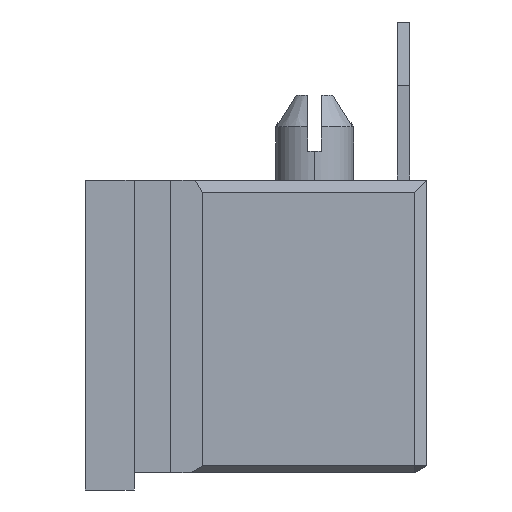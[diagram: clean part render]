
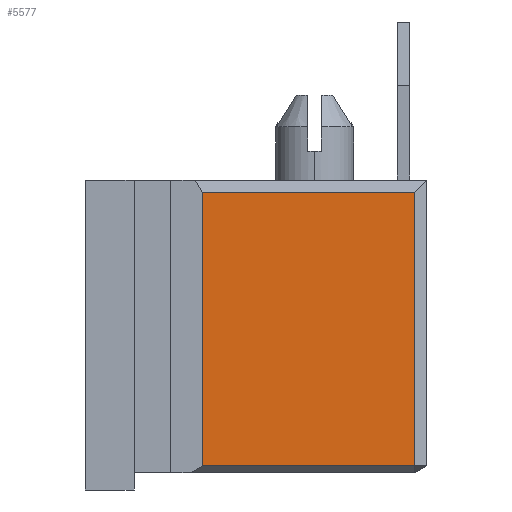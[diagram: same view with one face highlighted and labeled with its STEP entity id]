
A CAD part, left-side view. The second image highlights one B-rep face of the part: STEP entity #5577.
In plain terms, the highlighted planar face has unit normal (-1, 0, 0).
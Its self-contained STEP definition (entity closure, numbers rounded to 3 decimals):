
#504 = DIRECTION ( 'NONE',  ( 0., 0., -1. ) ) ;
#860 = ORIENTED_EDGE ( 'NONE', *, *, #2476, .F. ) ;
#994 = DIRECTION ( 'NONE',  ( 0., 0., 1. ) ) ;
#1002 = CARTESIAN_POINT ( 'NONE',  ( -9.25, -13.5, 0.289 ) ) ;
#1602 = LINE ( 'NONE', #2010, #2502 ) ;
#1620 = VECTOR ( 'NONE', #2494, 1000. ) ;
#1795 = VERTEX_POINT ( 'NONE', #2751 ) ;
#2010 = CARTESIAN_POINT ( 'NONE',  ( -9.25, -14., 0.289 ) ) ;
#2016 = LINE ( 'NONE', #5851, #3257 ) ;
#2044 = VERTEX_POINT ( 'NONE', #5933 ) ;
#2133 = CARTESIAN_POINT ( 'NONE',  ( -9.25, -13.5, 11.5 ) ) ;
#2223 = FACE_OUTER_BOUND ( 'NONE', #3296, .T. ) ;
#2476 = EDGE_CURVE ( 'NONE', #1795, #2044, #2016, .T. ) ;
#2494 = DIRECTION ( 'NONE',  ( 0., -1., 0. ) ) ;
#2502 = VECTOR ( 'NONE', #4312, 1000. ) ;
#2751 = CARTESIAN_POINT ( 'NONE',  ( -9.25, -4.8, 0.289 ) ) ;
#2913 = CARTESIAN_POINT ( 'NONE',  ( -9.25, -14., 12. ) ) ;
#2970 = ORIENTED_EDGE ( 'NONE', *, *, #2983, .T. ) ;
#2983 = EDGE_CURVE ( 'NONE', #4387, #5955, #4453, .T. ) ;
#3257 = VECTOR ( 'NONE', #4057, 1000. ) ;
#3296 = EDGE_LOOP ( 'NONE', ( #5730, #860, #3965, #2970 ) ) ;
#3793 = EDGE_CURVE ( 'NONE', #2044, #5955, #4362, .T. ) ;
#3813 = PLANE ( 'NONE',  #5666 ) ;
#3965 = ORIENTED_EDGE ( 'NONE', *, *, #5894, .F. ) ;
#4057 = DIRECTION ( 'NONE',  ( 0., 0., 1. ) ) ;
#4305 = VECTOR ( 'NONE', #994, 1000. ) ;
#4312 = DIRECTION ( 'NONE',  ( 0., 1., 0. ) ) ;
#4362 = LINE ( 'NONE', #4463, #1620 ) ;
#4387 = VERTEX_POINT ( 'NONE', #1002 ) ;
#4453 = LINE ( 'NONE', #5252, #4305 ) ;
#4463 = CARTESIAN_POINT ( 'NONE',  ( -9.25, 0., 11.5 ) ) ;
#5252 = CARTESIAN_POINT ( 'NONE',  ( -9.25, -13.5, 12. ) ) ;
#5577 = ADVANCED_FACE ( 'NONE', ( #2223 ), #3813, .F. ) ;
#5666 = AXIS2_PLACEMENT_3D ( 'NONE', #2913, #6367, #504 ) ;
#5730 = ORIENTED_EDGE ( 'NONE', *, *, #3793, .F. ) ;
#5851 = CARTESIAN_POINT ( 'NONE',  ( -9.25, -4.8, 12. ) ) ;
#5894 = EDGE_CURVE ( 'NONE', #4387, #1795, #1602, .T. ) ;
#5933 = CARTESIAN_POINT ( 'NONE',  ( -9.25, -4.8, 11.5 ) ) ;
#5955 = VERTEX_POINT ( 'NONE', #2133 ) ;
#6367 = DIRECTION ( 'NONE',  ( 1., 0., 0. ) ) ;
